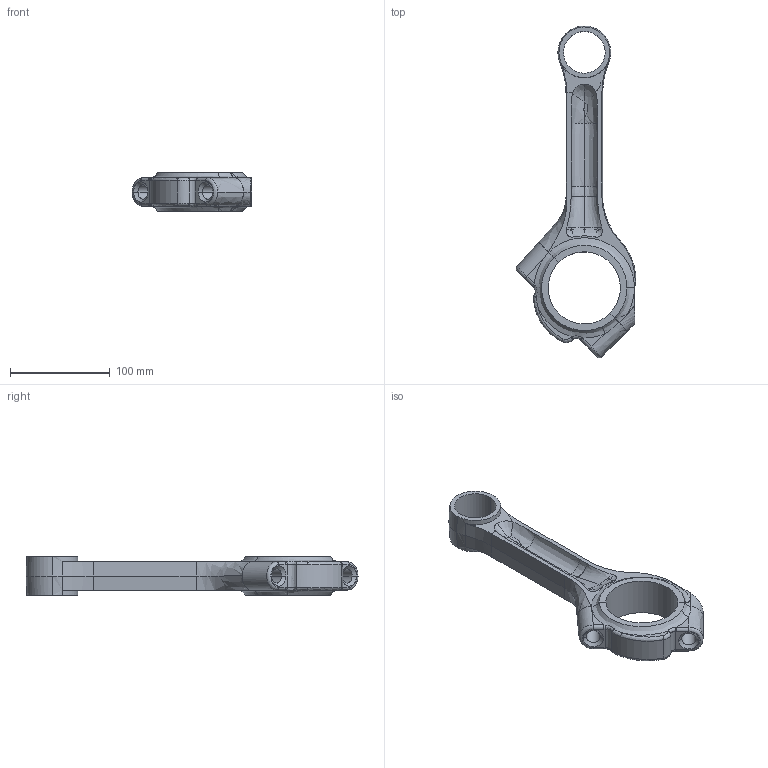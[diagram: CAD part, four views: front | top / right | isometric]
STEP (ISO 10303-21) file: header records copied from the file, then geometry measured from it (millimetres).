
FILE_DESCRIPTION(('FreeCAD Model'),'2;1');
FILE_NAME('Open CASCADE Shape Model','2025-04-17T10:40:41',('FreeCAD'),( 'FreeCAD'),'Open CASCADE STEP processor 7.6','FreeCAD','Unknown');
FILE_SCHEMA(('AUTOMOTIVE_DESIGN { 1 0 10303 214 1 1 1 1 }'));
Length unit declared in the file: millimetre
Products named in the file (1): Open CASCADE STEP translator 7.6 1
Bounding box: 120.15 x 332.48 x 38.65 mm (x, y, z)
Volume: 324528.9 mm3; surface area: 74384 mm2
Topology: 10 solids, 11 shells, 208 faces, 541 edges, 338 vertices
Faces by surface type: bspline 208
Entity records: 11488 total; most frequent: CARTESIAN_POINT 8465, ORIENTED_EDGE 1036, EDGE_CURVE 518, VERTEX_POINT 333, B_SPLINE_CURVE_WITH_KNOTS 327, FACE_BOUND 218, EDGE_LOOP 218, ADVANCED_FACE 207
